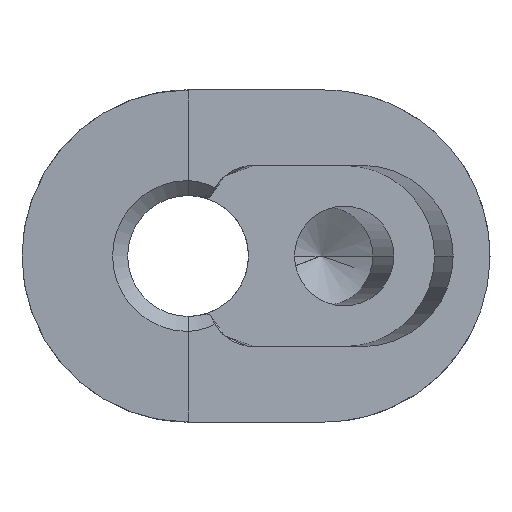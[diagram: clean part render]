
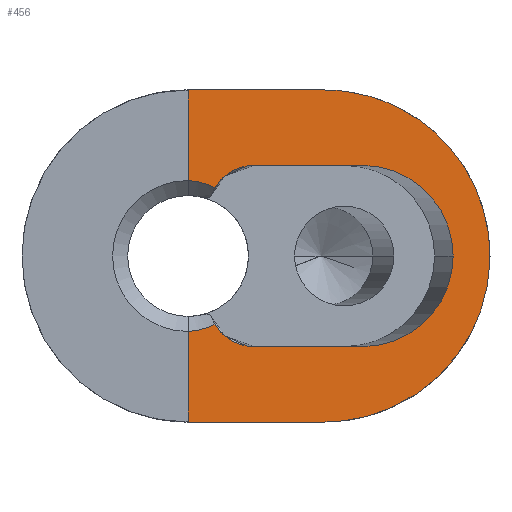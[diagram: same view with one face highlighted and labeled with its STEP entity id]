
A CAD part, left-side view. The second image highlights one B-rep face of the part: STEP entity #456.
In plain terms, the highlighted planar face has unit normal (-0.998, -0.07, 0).
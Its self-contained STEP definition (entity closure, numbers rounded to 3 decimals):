
#1 = VERTEX_POINT ( 'NONE', #1412 ) ;
#8 = CARTESIAN_POINT ( 'NONE',  ( 0.614, -8.779, 0. ) ) ;
#21 = B_SPLINE_CURVE_WITH_KNOTS ( 'NONE', 3,
 ( #1047, #1347, #1642, #1565, #1570, #1660 ),
 .UNSPECIFIED., .F., .F.,
 ( 4, 2, 4 ),
 ( 0., 0.001, 0.002 ),
 .UNSPECIFIED. ) ;
#43 = AXIS2_PLACEMENT_3D ( 'NONE', #1165, #225, #1671 ) ;
#44 = EDGE_CURVE ( 'NONE', #438, #1581, #1463, .T. ) ;
#58 = CARTESIAN_POINT ( 'NONE',  ( 0.152, -2.179, -3. ) ) ;
#69 = DIRECTION ( 'NONE',  ( -0.07, 0.998, 0. ) ) ;
#71 = VECTOR ( 'NONE', #418, 1000. ) ;
#72 = VERTEX_POINT ( 'NONE', #58 ) ;
#77 = CARTESIAN_POINT ( 'NONE',  ( 0.195, -2.793, 3. ) ) ;
#99 = ORIENTED_EDGE ( 'NONE', *, *, #1051, .F. ) ;
#102 = CARTESIAN_POINT ( 'NONE',  ( 1.084, -15.5, -5.5 ) ) ;
#158 =( BOUNDED_CURVE ( )  B_SPLINE_CURVE ( 3, ( #1427, #1521, #1527, #1133 ),
 .UNSPECIFIED., .F., .T. ) 
 B_SPLINE_CURVE_WITH_KNOTS ( ( 4, 4 ),
 ( 1.641, 2.011 ),
 .UNSPECIFIED. ) 
 CURVE ( )  GEOMETRIC_REPRESENTATION_ITEM ( )  RATIONAL_B_SPLINE_CURVE ( ( 1., 0.989, 0.989, 1. ) ) 
 REPRESENTATION_ITEM ( '' )  );
#181 = VERTEX_POINT ( 'NONE', #1388 ) ;
#182 =( BOUNDED_CURVE ( )  B_SPLINE_CURVE ( 3, ( #1102, #1099, #1117, #1236 ),
 .UNSPECIFIED., .F., .T. ) 
 B_SPLINE_CURVE_WITH_KNOTS ( ( 4, 4 ),
 ( 4.273, 4.642 ),
 .UNSPECIFIED. ) 
 CURVE ( )  GEOMETRIC_REPRESENTATION_ITEM ( )  RATIONAL_B_SPLINE_CURVE ( ( 1., 0.989, 0.989, 1. ) ) 
 REPRESENTATION_ITEM ( '' )  );
#198 = VERTEX_POINT ( 'NONE', #1603 ) ;
#207 = ORIENTED_EDGE ( 'NONE', *, *, #312, .F. ) ;
#217 = VERTEX_POINT ( 'NONE', #1542 ) ;
#225 = DIRECTION ( 'NONE',  ( -0.998, -0.07, 0. ) ) ;
#246 = VERTEX_POINT ( 'NONE', #1080 ) ;
#264 = EDGE_CURVE ( 'NONE', #246, #1, #158, .T. ) ;
#306 = DIRECTION ( 'NONE',  ( 0.07, -0.998, 0. ) ) ;
#312 = EDGE_CURVE ( 'NONE', #1, #72, #21, .T. ) ;
#327 = LINE ( 'NONE', #1163, #637 ) ;
#345 = EDGE_CURVE ( 'NONE', #217, #1332, #730, .T. ) ;
#355 = FACE_OUTER_BOUND ( 'NONE', #1407, .T. ) ;
#413 = ORIENTED_EDGE ( 'NONE', *, *, #1009, .F. ) ;
#418 = DIRECTION ( 'NONE',  ( 0., 0., 1. ) ) ;
#438 = VERTEX_POINT ( 'NONE', #912 ) ;
#456 = ADVANCED_FACE ( 'NONE', ( #355 ), #936, .T. ) ;
#466 = LINE ( 'NONE', #1027, #502 ) ;
#488 = ORIENTED_EDGE ( 'NONE', *, *, #44, .F. ) ;
#489 = ORIENTED_EDGE ( 'NONE', *, *, #1626, .T. ) ;
#502 = VECTOR ( 'NONE', #1031, 1000. ) ;
#567 = EDGE_CURVE ( 'NONE', #1551, #1015, #1322, .T. ) ;
#588 = EDGE_CURVE ( 'NONE', #1332, #181, #1456, .T. ) ;
#605 = ORIENTED_EDGE ( 'NONE', *, *, #588, .F. ) ;
#612 = EDGE_CURVE ( 'NONE', #1669, #438, #182, .T. ) ;
#637 = VECTOR ( 'NONE', #1140, 1000. ) ;
#640 = AXIS2_PLACEMENT_3D ( 'NONE', #908, #957, #947 ) ;
#664 = ORIENTED_EDGE ( 'NONE', *, *, #264, .F. ) ;
#667 = LINE ( 'NONE', #844, #71 ) ;
#672 = CARTESIAN_POINT ( 'NONE',  ( 0.405, -5.786, 0. ) ) ;
#691 = EDGE_CURVE ( 'NONE', #198, #246, #667, .T. ) ;
#702 = LINE ( 'NONE', #1593, #1025 ) ;
#709 = CARTESIAN_POINT ( 'NONE',  ( 0.315, -4.5, -5.5 ) ) ;
#713 = VECTOR ( 'NONE', #69, 1000. ) ;
#714 = VECTOR ( 'NONE', #1425, 1000. ) ;
#729 = B_SPLINE_CURVE_WITH_KNOTS ( 'NONE', 3,
 ( #1293, #1313, #1203, #1232, #1207, #1130 ),
 .UNSPECIFIED., .F., .F.,
 ( 4, 2, 4 ),
 ( 0., 0.001, 0.002 ),
 .UNSPECIFIED. ) ;
#730 = CIRCLE ( 'NONE', #1492, 3. ) ;
#732 = ORIENTED_EDGE ( 'NONE', *, *, #345, .F. ) ;
#758 = LINE ( 'NONE', #77, #713 ) ;
#761 = ORIENTED_EDGE ( 'NONE', *, *, #1327, .F. ) ;
#769 = DIRECTION ( 'NONE',  ( -0.998, -0.07, 0. ) ) ;
#844 = CARTESIAN_POINT ( 'NONE',  ( 0., 0., 0. ) ) ;
#871 = ORIENTED_EDGE ( 'NONE', *, *, #1086, .T. ) ;
#908 = CARTESIAN_POINT ( 'NONE',  ( 0., 0., 0. ) ) ;
#912 = CARTESIAN_POINT ( 'NONE',  ( 0., 0., 2.5 ) ) ;
#936 = PLANE ( 'NONE',  #640 ) ;
#947 = DIRECTION ( 'NONE',  ( 0.07, -0.998, 0. ) ) ;
#957 = DIRECTION ( 'NONE',  ( -0.998, -0.07, 0. ) ) ;
#959 = CARTESIAN_POINT ( 'NONE',  ( 0.063, -0.894, 2.268 ) ) ;
#1008 = CARTESIAN_POINT ( 'NONE',  ( 0.152, -2.179, 3. ) ) ;
#1009 = EDGE_CURVE ( 'NONE', #72, #217, #702, .T. ) ;
#1015 = VERTEX_POINT ( 'NONE', #1314 ) ;
#1025 = VECTOR ( 'NONE', #306, 1000. ) ;
#1027 = CARTESIAN_POINT ( 'NONE',  ( 0.112, -1.6, -5.5 ) ) ;
#1031 = DIRECTION ( 'NONE',  ( 0.07, -0.998, 0. ) ) ;
#1047 = CARTESIAN_POINT ( 'NONE',  ( 0.063, -0.894, -2.268 ) ) ;
#1051 = EDGE_CURVE ( 'NONE', #1643, #1669, #729, .T. ) ;
#1080 = CARTESIAN_POINT ( 'NONE',  ( 0., 0., -2.5 ) ) ;
#1086 = EDGE_CURVE ( 'NONE', #1015, #1581, #327, .T. ) ;
#1099 = CARTESIAN_POINT ( 'NONE',  ( 0.043, -0.612, 2.4 ) ) ;
#1102 = CARTESIAN_POINT ( 'NONE',  ( 0.063, -0.894, 2.268 ) ) ;
#1117 = CARTESIAN_POINT ( 'NONE',  ( 0.022, -0.311, 2.478 ) ) ;
#1130 = CARTESIAN_POINT ( 'NONE',  ( 0.063, -0.894, 2.268 ) ) ;
#1133 = CARTESIAN_POINT ( 'NONE',  ( 0.063, -0.894, -2.268 ) ) ;
#1140 = DIRECTION ( 'NONE',  ( -0.07, 0.998, 0. ) ) ;
#1163 = CARTESIAN_POINT ( 'NONE',  ( 0.112, -1.6, 5.5 ) ) ;
#1165 = CARTESIAN_POINT ( 'NONE',  ( 0.405, -5.786, 0. ) ) ;
#1168 = CARTESIAN_POINT ( 'NONE',  ( 0.315, -4.5, 5.5 ) ) ;
#1175 = ORIENTED_EDGE ( 'NONE', *, *, #612, .F. ) ;
#1181 = CARTESIAN_POINT ( 'NONE',  ( 0., 0., 5.5 ) ) ;
#1186 = CARTESIAN_POINT ( 'NONE',  ( 0.315, -4.5, -5.5 ) ) ;
#1203 = CARTESIAN_POINT ( 'NONE',  ( 0.116, -1.664, 2.932 ) ) ;
#1207 = CARTESIAN_POINT ( 'NONE',  ( 0.072, -1.026, 2.49 ) ) ;
#1211 = ORIENTED_EDGE ( 'NONE', *, *, #691, .F. ) ;
#1232 = CARTESIAN_POINT ( 'NONE',  ( 0.085, -1.216, 2.676 ) ) ;
#1236 = CARTESIAN_POINT ( 'NONE',  ( 0., 0., 2.5 ) ) ;
#1293 = CARTESIAN_POINT ( 'NONE',  ( 0.152, -2.179, 3. ) ) ;
#1313 = CARTESIAN_POINT ( 'NONE',  ( 0.134, -1.921, 3. ) ) ;
#1314 = CARTESIAN_POINT ( 'NONE',  ( 0.315, -4.5, 5.5 ) ) ;
#1322 =( BOUNDED_CURVE ( )  B_SPLINE_CURVE ( 3, ( #709, #102, #1631, #1168 ),
 .UNSPECIFIED., .F., .F. ) 
 B_SPLINE_CURVE_WITH_KNOTS ( ( 4, 4 ),
 ( 1.571, 4.712 ),
 .UNSPECIFIED. ) 
 CURVE ( )  GEOMETRIC_REPRESENTATION_ITEM ( )  RATIONAL_B_SPLINE_CURVE ( ( 1., 0.333, 0.333, 1. ) ) 
 REPRESENTATION_ITEM ( '' )  );
#1327 = EDGE_CURVE ( 'NONE', #181, #1643, #758, .T. ) ;
#1332 = VERTEX_POINT ( 'NONE', #8 ) ;
#1347 = CARTESIAN_POINT ( 'NONE',  ( 0.072, -1.026, -2.49 ) ) ;
#1388 = CARTESIAN_POINT ( 'NONE',  ( 0.405, -5.786, 3. ) ) ;
#1407 = EDGE_LOOP ( 'NONE', ( #207, #664, #1211, #489, #1577, #871, #488, #1175, #99, #761, #605, #732, #413 ) ) ;
#1412 = CARTESIAN_POINT ( 'NONE',  ( 0.063, -0.894, -2.268 ) ) ;
#1425 = DIRECTION ( 'NONE',  ( 0., 0., 1. ) ) ;
#1427 = CARTESIAN_POINT ( 'NONE',  ( 0., 0., -2.5 ) ) ;
#1456 = CIRCLE ( 'NONE', #43, 3. ) ;
#1463 = LINE ( 'NONE', #1469, #714 ) ;
#1469 = CARTESIAN_POINT ( 'NONE',  ( 0., 0., 0. ) ) ;
#1492 = AXIS2_PLACEMENT_3D ( 'NONE', #672, #769, #1583 ) ;
#1521 = CARTESIAN_POINT ( 'NONE',  ( 0.022, -0.311, -2.478 ) ) ;
#1527 = CARTESIAN_POINT ( 'NONE',  ( 0.043, -0.612, -2.4 ) ) ;
#1542 = CARTESIAN_POINT ( 'NONE',  ( 0.405, -5.786, -3. ) ) ;
#1551 = VERTEX_POINT ( 'NONE', #1186 ) ;
#1565 = CARTESIAN_POINT ( 'NONE',  ( 0.116, -1.665, -2.932 ) ) ;
#1570 = CARTESIAN_POINT ( 'NONE',  ( 0.134, -1.921, -3. ) ) ;
#1577 = ORIENTED_EDGE ( 'NONE', *, *, #567, .T. ) ;
#1581 = VERTEX_POINT ( 'NONE', #1181 ) ;
#1583 = DIRECTION ( 'NONE',  ( 0.07, -0.998, 0. ) ) ;
#1593 = CARTESIAN_POINT ( 'NONE',  ( 0.195, -2.793, -3. ) ) ;
#1603 = CARTESIAN_POINT ( 'NONE',  ( 0., 0., -5.5 ) ) ;
#1626 = EDGE_CURVE ( 'NONE', #198, #1551, #466, .T. ) ;
#1631 = CARTESIAN_POINT ( 'NONE',  ( 1.084, -15.5, 5.5 ) ) ;
#1642 = CARTESIAN_POINT ( 'NONE',  ( 0.085, -1.216, -2.676 ) ) ;
#1643 = VERTEX_POINT ( 'NONE', #1008 ) ;
#1660 = CARTESIAN_POINT ( 'NONE',  ( 0.152, -2.179, -3. ) ) ;
#1669 = VERTEX_POINT ( 'NONE', #959 ) ;
#1671 = DIRECTION ( 'NONE',  ( 0.07, -0.998, 0. ) ) ;
